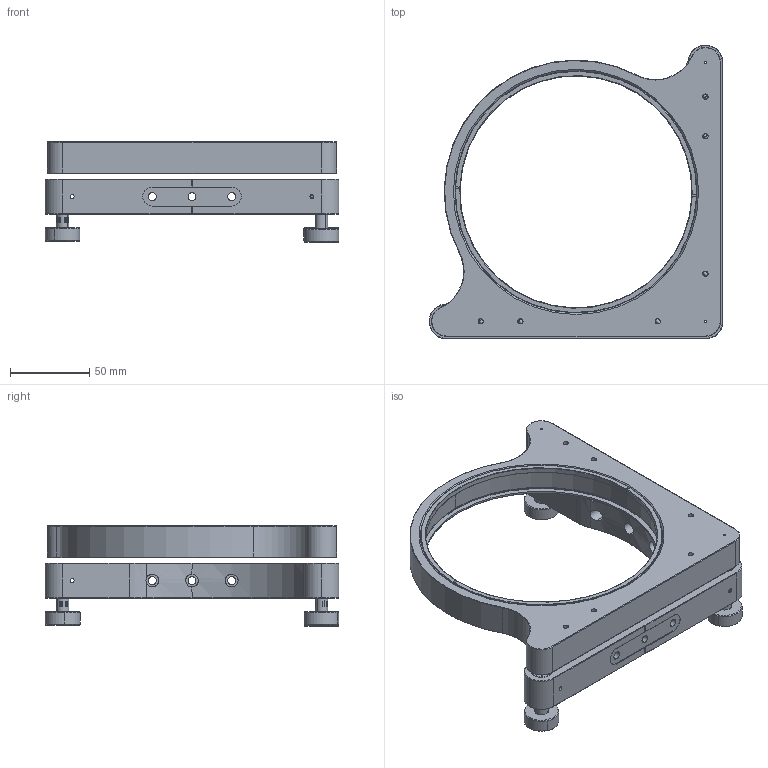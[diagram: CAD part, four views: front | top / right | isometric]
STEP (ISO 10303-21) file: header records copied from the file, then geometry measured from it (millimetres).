
FILE_DESCRIPTION (( 'STEP AP203' ), '1' );
FILE_NAME ('1.1.1.83_ZJB-SM6-3_光学调整架，用于φ6.0英寸光学元件，含一个SM6卡环，三轴.STEP', '2024-04-06T02:58:58', ( '' ), ( '' ), 'SwSTEP 2.0', 'SolidWorks 2021', '' );
FILE_SCHEMA (( 'CONFIG_CONTROL_DESIGN' ));
Length unit declared in the file: millimetre
Products named in the file (1): 1.1.1.83_ZJB-SM6-3_光学调整架，用于φ6.0英寸光学元件，含一个SM6卡环，三轴
Bounding box: 185 x 185 x 63.24 mm (x, y, z)
Surface area: 101877.2 mm2 (no closed solid volume)
Topology: 0 solids, 70 shells, 404 faces, 1222 edges, 861 vertices
Faces by surface type: cylinder 201, plane 107, cone 88, torus 4, bspline 4
Entity records: 19923 total; most frequent: CARTESIAN_POINT 8604, DIRECTION 2539, ORIENTED_EDGE 2008, EDGE_CURVE 1222, AXIS2_PLACEMENT_3D 978, VERTEX_POINT 861, VECTOR 583, LINE 583
